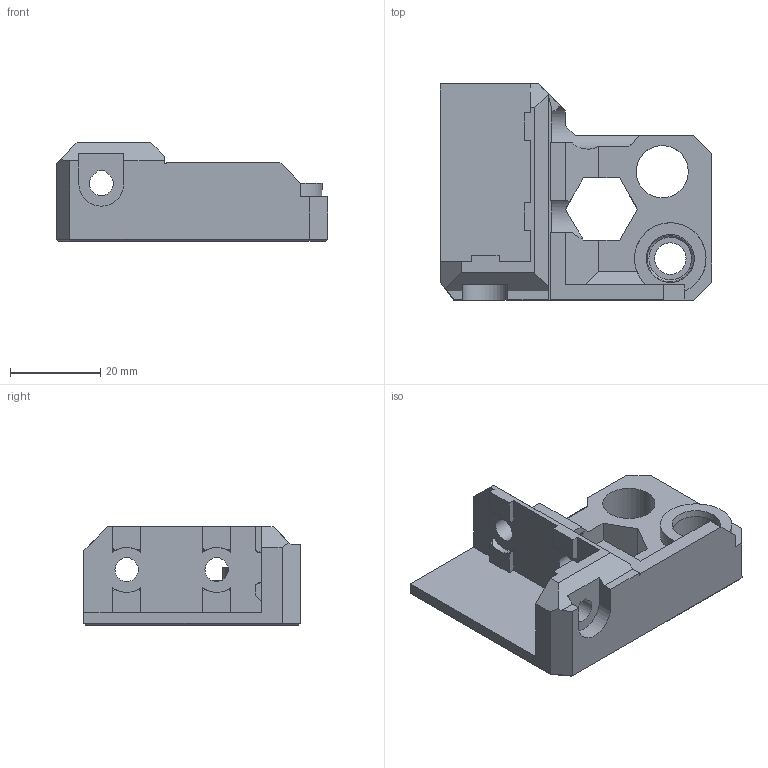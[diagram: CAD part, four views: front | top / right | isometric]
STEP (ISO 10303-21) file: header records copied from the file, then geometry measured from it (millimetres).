
FILE_DESCRIPTION(/* description */ (''),/* implementation_level */ '2;1');
FILE_NAME(/* name */ 'MB-Z10.z-axis.MB-z-top-bracket-right.step',/* time_stamp */ '2023-04-08T18:29:11+02:00',/* author */ (''),/* organization */ (''),/* preprocessor_version */ 'ST-DEVELOPER v19.2',/* originating_system */ 'Autodesk Translation Framework v12.4.0.73',/* authorisation */ '');
FILE_SCHEMA (('AUTOMOTIVE_DESIGN { 1 0 10303 214 3 1 1 }'));
Length unit declared in the file: millimetre
Products named in the file (2): MB-z-top-bracket; 3DPGVA Design Smokistyle with MINI Z-Rod alternative_3 v1
Assembly tree (1 placements, depth 2):
  MB-z-top-bracket
    3DPGVA Design Smokistyle with MINI Z-Rod alternative_3 v1
Bounding box: 60.3 x 48.02 x 21.9 mm (x, y, z)
Volume: 21149.4 mm3; surface area: 9843.6 mm2
Topology: 1 solids, 6 shells, 161 faces, 423 edges, 275 vertices
Faces by surface type: plane 130, cylinder 16, bspline 12, cone 3
Full cylindrical faces by diameter (mm): 7 x1, 10.3 x1, 11.6 x1
Entity records: 5571 total; most frequent: CARTESIAN_POINT 1576, ORIENTED_EDGE 846, DIRECTION 759, EDGE_CURVE 423, LINE 343, VECTOR 343, VERTEX_POINT 275, AXIS2_PLACEMENT_3D 208
